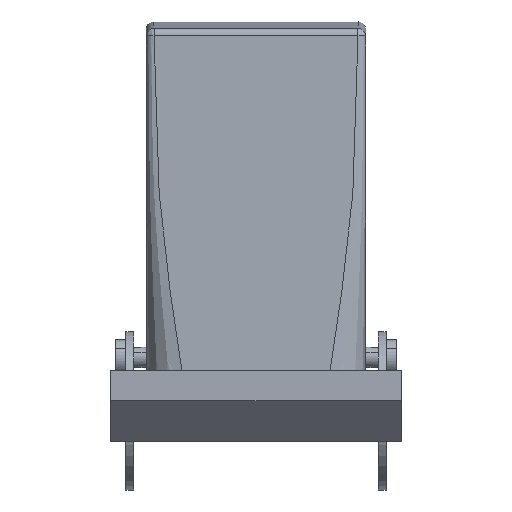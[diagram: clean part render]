
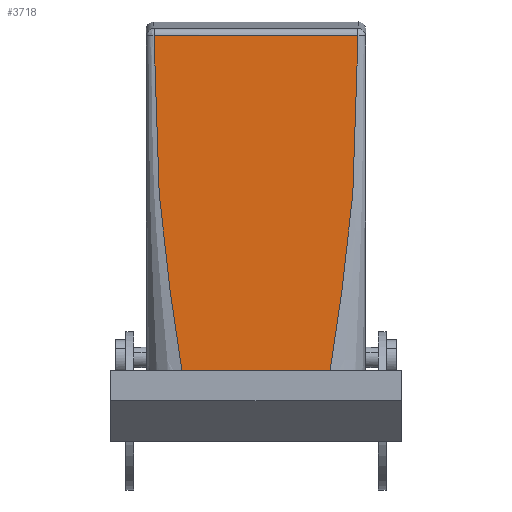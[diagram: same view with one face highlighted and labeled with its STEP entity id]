
A CAD part, front view. The second image highlights one B-rep face of the part: STEP entity #3718.
In plain terms, the highlighted planar face has unit normal (0, -1, 0.013).
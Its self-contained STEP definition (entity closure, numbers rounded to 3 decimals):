
#3710=AXIS2_PLACEMENT_3D('Plane Axis2P3D',#3707,#3708,#3709) ;
#2137=CARTESIAN_POINT('Vertex',(14.5,18.,19.8)) ;
#2181=CARTESIAN_POINT('Vertex',(42.5,18.,19.8)) ;
#2184=CARTESIAN_POINT('Line Origine',(28.5,18.,19.8)) ;
#2896=CARTESIAN_POINT('Control Point',(48.485,18.906,88.995)) ;
#2897=CARTESIAN_POINT('Control Point',(48.458,18.876,86.745)) ;
#2898=CARTESIAN_POINT('Control Point',(48.426,18.847,84.496)) ;
#2899=CARTESIAN_POINT('Control Point',(48.385,18.817,82.247)) ;
#2900=CARTESIAN_POINT('Control Point',(48.293,18.758,77.742)) ;
#2901=CARTESIAN_POINT('Control Point',(48.176,18.7,73.237)) ;
#2902=CARTESIAN_POINT('Control Point',(48.109,18.669,70.876)) ;
#2903=CARTESIAN_POINT('Control Point',(47.933,18.598,65.508)) ;
#2904=CARTESIAN_POINT('Control Point',(47.648,18.528,60.142)) ;
#2905=CARTESIAN_POINT('Control Point',(47.426,18.487,57.033)) ;
#2906=CARTESIAN_POINT('Control Point',(46.867,18.406,50.819)) ;
#2907=CARTESIAN_POINT('Control Point',(46.112,18.325,44.618)) ;
#2908=CARTESIAN_POINT('Control Point',(45.694,18.284,41.521)) ;
#2909=CARTESIAN_POINT('Control Point',(44.967,18.218,36.453)) ;
#2910=CARTESIAN_POINT('Control Point',(44.209,18.152,31.388)) ;
#2911=CARTESIAN_POINT('Control Point',(43.912,18.126,29.413)) ;
#2912=CARTESIAN_POINT('Control Point',(43.447,18.085,26.296)) ;
#2913=CARTESIAN_POINT('Control Point',(42.988,18.044,23.179)) ;
#2914=CARTESIAN_POINT('Control Point',(42.824,18.029,22.051)) ;
#2915=CARTESIAN_POINT('Control Point',(42.662,18.015,20.927)) ;
#2916=CARTESIAN_POINT('Control Point',(42.5,18.,19.8)) ;
#2917=CARTESIAN_POINT('Vertex',(48.485,18.906,88.995)) ;
#3461=CARTESIAN_POINT('Vertex',(8.515,18.906,88.995)) ;
#3465=CARTESIAN_POINT('Control Point',(8.515,18.906,88.995)) ;
#3466=CARTESIAN_POINT('Control Point',(8.542,18.876,86.745)) ;
#3467=CARTESIAN_POINT('Control Point',(8.574,18.847,84.496)) ;
#3468=CARTESIAN_POINT('Control Point',(8.615,18.817,82.247)) ;
#3469=CARTESIAN_POINT('Control Point',(8.707,18.758,77.742)) ;
#3470=CARTESIAN_POINT('Control Point',(8.824,18.7,73.237)) ;
#3471=CARTESIAN_POINT('Control Point',(8.891,18.669,70.876)) ;
#3472=CARTESIAN_POINT('Control Point',(9.067,18.598,65.508)) ;
#3473=CARTESIAN_POINT('Control Point',(9.352,18.528,60.142)) ;
#3474=CARTESIAN_POINT('Control Point',(9.574,18.487,57.033)) ;
#3475=CARTESIAN_POINT('Control Point',(10.133,18.406,50.819)) ;
#3476=CARTESIAN_POINT('Control Point',(10.888,18.325,44.618)) ;
#3477=CARTESIAN_POINT('Control Point',(11.306,18.284,41.521)) ;
#3478=CARTESIAN_POINT('Control Point',(12.033,18.218,36.453)) ;
#3479=CARTESIAN_POINT('Control Point',(12.791,18.152,31.388)) ;
#3480=CARTESIAN_POINT('Control Point',(13.088,18.126,29.413)) ;
#3481=CARTESIAN_POINT('Control Point',(13.553,18.085,26.296)) ;
#3482=CARTESIAN_POINT('Control Point',(14.012,18.044,23.179)) ;
#3483=CARTESIAN_POINT('Control Point',(14.176,18.029,22.051)) ;
#3484=CARTESIAN_POINT('Control Point',(14.338,18.015,20.927)) ;
#3485=CARTESIAN_POINT('Control Point',(14.5,18.,19.8)) ;
#3652=CARTESIAN_POINT('Line Origine',(17.714,18.906,88.995)) ;
#3707=CARTESIAN_POINT('Axis2P3D Location',(28.5,19.046,99.715)) ;
#2185=DIRECTION('Vector Direction',(-1.,0.,0.)) ;
#3653=DIRECTION('Vector Direction',(1.,0.,0.)) ;
#3708=DIRECTION('Axis2P3D Direction',(0.,-1.,0.013)) ;
#3709=DIRECTION('Axis2P3D XDirection',(-1.,0.,0.)) ;
#2186=VECTOR('Line Direction',#2185,1.) ;
#3654=VECTOR('Line Direction',#3653,1.) ;
#3713=ORIENTED_EDGE('',*,*,#3486,.F.) ;
#3714=ORIENTED_EDGE('',*,*,#2188,.T.) ;
#3715=ORIENTED_EDGE('',*,*,#2919,.T.) ;
#3716=ORIENTED_EDGE('',*,*,#3656,.F.) ;
#3718=ADVANCED_FACE('Housing',(#3717),#3711,.T.) ;
#2895=B_SPLINE_CURVE_WITH_KNOTS('',5,(#2896,#2897,#2898,#2899,#2900,#2901,#2902,#2903,#2904,#2905,#2906,#2907,#2908,#2909,#2910,#2911,#2912,#2913,#2914,#2915,#2916),.UNSPECIFIED.,.F.,.U.,(6,3,3,3,3,3,6),(31.573,42.827,54.115,69.691,85.268,95.221,100.975),.UNSPECIFIED.) ;
#3464=B_SPLINE_CURVE_WITH_KNOTS('',5,(#3465,#3466,#3467,#3468,#3469,#3470,#3471,#3472,#3473,#3474,#3475,#3476,#3477,#3478,#3479,#3480,#3481,#3482,#3483,#3484,#3485),.UNSPECIFIED.,.F.,.U.,(6,3,3,3,3,3,6),(31.573,42.827,54.115,69.691,85.268,95.221,100.975),.UNSPECIFIED.) ;
#2188=EDGE_CURVE('',#2138,#2182,#2187,.F.) ;
#2919=EDGE_CURVE('',#2182,#2918,#2895,.F.) ;
#3486=EDGE_CURVE('',#2138,#3462,#3464,.F.) ;
#3656=EDGE_CURVE('',#3462,#2918,#3655,.T.) ;
#3712=EDGE_LOOP('',(#3713,#3714,#3715,#3716)) ;
#3717=FACE_OUTER_BOUND('',#3712,.T.) ;
#2187=LINE('Line',#2184,#2186) ;
#3655=LINE('Line',#3652,#3654) ;
#3711=PLANE('',#3710) ;
#2138=VERTEX_POINT('',#2137) ;
#2182=VERTEX_POINT('',#2181) ;
#2918=VERTEX_POINT('',#2917) ;
#3462=VERTEX_POINT('',#3461) ;
